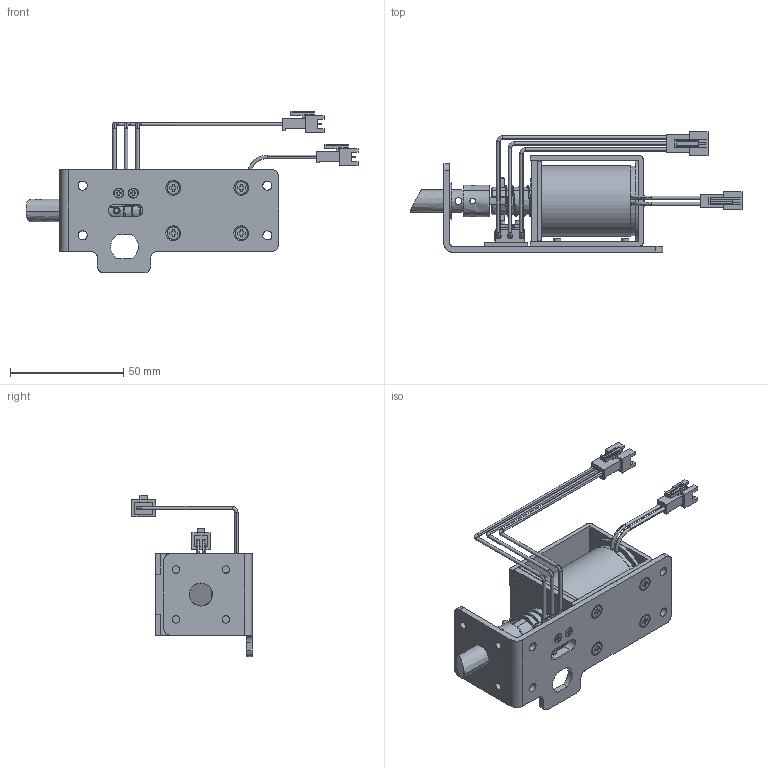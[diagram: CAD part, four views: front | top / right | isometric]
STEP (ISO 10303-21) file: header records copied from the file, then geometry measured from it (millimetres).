
FILE_DESCRIPTION((''),'2;1');
FILE_NAME('','2014-02-25T09:20:35',(''),(''),'','CADfix','');
FILE_SCHEMA(('AUTOMOTIVE_DESIGN { 1 0 10303 214 1 1 1 1 }'));
Length unit declared in the file: millimetre
Bounding box: 146.5 x 53.1 x 71.35 mm (x, y, z)
Volume: 68367.9 mm3; surface area: 35048.6 mm2
Topology: 4 solids, 4 shells, 581 faces, 1787 edges, 1256 vertices
Faces by surface type: bspline 581
Entity records: 23339 total; most frequent: CARTESIAN_POINT 13205, ORIENTED_EDGE 3574, EDGE_CURVE 1787, VERTEX_POINT 1256, QUASI_UNIFORM_CURVE 1015, EDGE_LOOP 679, FACE_OUTER_BOUND 581, ADVANCED_FACE 581
